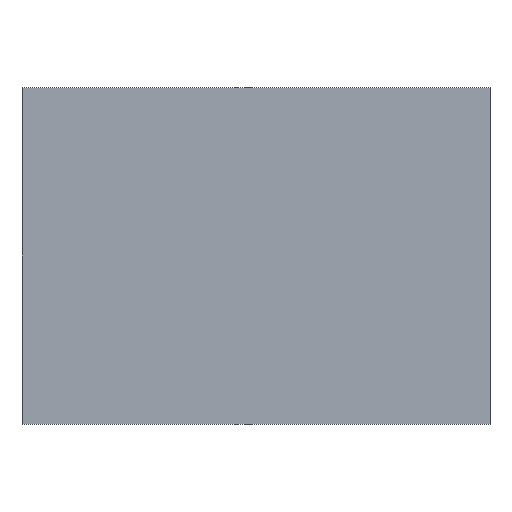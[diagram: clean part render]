
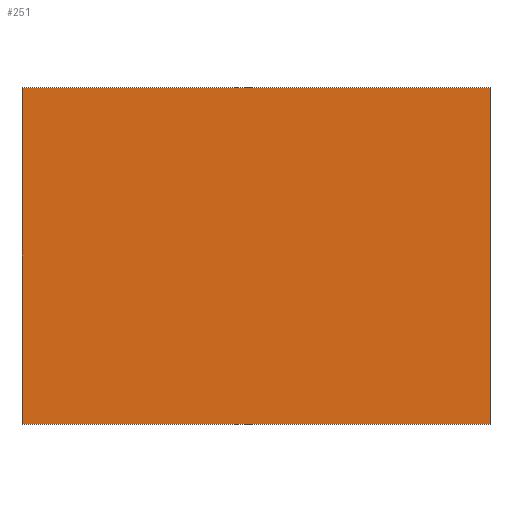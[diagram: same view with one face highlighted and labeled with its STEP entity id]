
A CAD part, front view. The second image highlights one B-rep face of the part: STEP entity #251.
In plain terms, the highlighted planar face has unit normal (0, -1, 0).
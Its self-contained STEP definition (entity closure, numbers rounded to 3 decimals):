
#26=PLANE('',#280);
#39=FACE_OUTER_BOUND('',#52,.T.);
#52=EDGE_LOOP('',(#234,#235,#236,#237));
#60=LINE('',#366,#91);
#76=LINE('',#398,#107);
#79=LINE('',#404,#110);
#82=LINE('',#409,#113);
#91=VECTOR('',#298,10.);
#107=VECTOR('',#328,10.);
#110=VECTOR('',#333,10.);
#113=VECTOR('',#338,10.);
#125=VERTEX_POINT('',#363);
#126=VERTEX_POINT('',#365);
#135=VERTEX_POINT('',#397);
#137=VERTEX_POINT('',#403);
#148=EDGE_CURVE('',#125,#126,#60,.T.);
#164=EDGE_CURVE('',#135,#125,#76,.T.);
#167=EDGE_CURVE('',#137,#135,#79,.T.);
#170=EDGE_CURVE('',#126,#137,#82,.T.);
#234=ORIENTED_EDGE('',*,*,#170,.F.);
#235=ORIENTED_EDGE('',*,*,#148,.F.);
#236=ORIENTED_EDGE('',*,*,#164,.F.);
#237=ORIENTED_EDGE('',*,*,#167,.F.);
#251=ADVANCED_FACE('',(#39),#26,.F.);
#280=AXIS2_PLACEMENT_3D('',#412,#342,#343);
#298=DIRECTION('',(0.,0.,-1.));
#328=DIRECTION('',(1.,0.,0.));
#333=DIRECTION('',(0.,0.,1.));
#338=DIRECTION('',(-1.,0.,0.));
#342=DIRECTION('center_axis',(0.,1.,0.));
#343=DIRECTION('ref_axis',(1.,0.,0.));
#363=CARTESIAN_POINT('',(48.,0.,2.));
#365=CARTESIAN_POINT('',(48.,0.,-34.));
#366=CARTESIAN_POINT('',(48.,0.,2.));
#397=CARTESIAN_POINT('',(-2.,0.,2.));
#398=CARTESIAN_POINT('',(-2.,0.,2.));
#403=CARTESIAN_POINT('',(-2.,0.,-34.));
#404=CARTESIAN_POINT('',(-2.,0.,-34.));
#409=CARTESIAN_POINT('',(48.,0.,-34.));
#412=CARTESIAN_POINT('Origin',(23.,0.,-16.));
